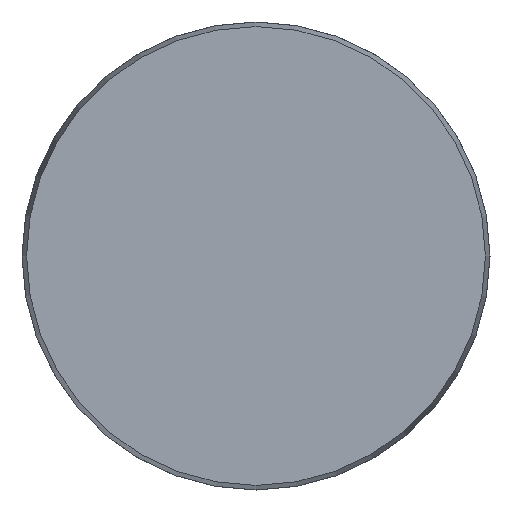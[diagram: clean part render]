
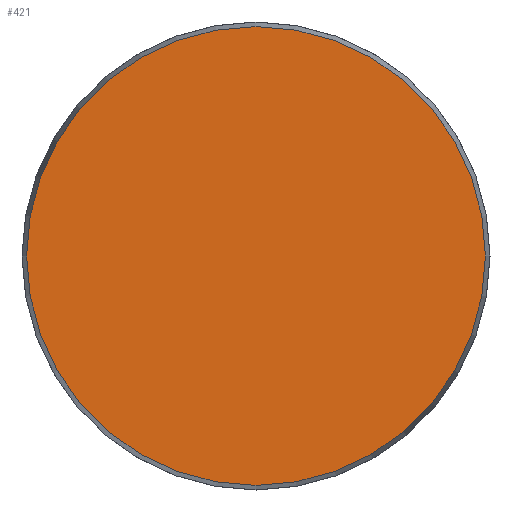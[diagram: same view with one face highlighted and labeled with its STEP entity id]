
A CAD part, front view. The second image highlights one B-rep face of the part: STEP entity #421.
In plain terms, the highlighted planar face has unit normal (0, -1, 0).
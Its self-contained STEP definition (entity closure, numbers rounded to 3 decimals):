
#83 = CIRCLE ( 'NONE', #248, 28.425 ) ;
#166 = DIRECTION ( 'NONE',  ( 0., 0., 1. ) ) ;
#181 = EDGE_CURVE ( 'NONE', #257, #257, #83, .T. ) ;
#220 = FACE_OUTER_BOUND ( 'NONE', #392, .T. ) ;
#248 = AXIS2_PLACEMENT_3D ( 'NONE', #315, #488, #482 ) ;
#257 = VERTEX_POINT ( 'NONE', #310 ) ;
#310 = CARTESIAN_POINT ( 'NONE',  ( 0., 0., -28.425 ) ) ;
#315 = CARTESIAN_POINT ( 'NONE',  ( 0., 0., 0. ) ) ;
#341 = AXIS2_PLACEMENT_3D ( 'NONE', #396, #476, #166 ) ;
#348 = PLANE ( 'NONE',  #341 ) ;
#392 = EDGE_LOOP ( 'NONE', ( #458 ) ) ;
#396 = CARTESIAN_POINT ( 'NONE',  ( -28.425, 0., 0. ) ) ;
#421 = ADVANCED_FACE ( 'NONE', ( #220 ), #348, .F. ) ;
#458 = ORIENTED_EDGE ( 'NONE', *, *, #181, .T. ) ;
#476 = DIRECTION ( 'NONE',  ( 0., 1., 0. ) ) ;
#482 = DIRECTION ( 'NONE',  ( 0., 0., -1. ) ) ;
#488 = DIRECTION ( 'NONE',  ( 0., -1., 0. ) ) ;
